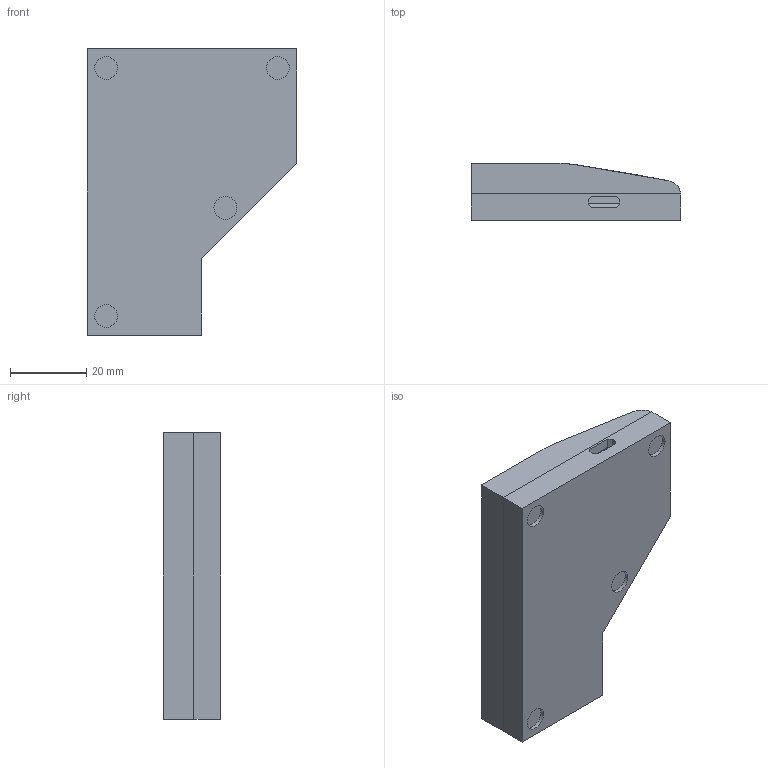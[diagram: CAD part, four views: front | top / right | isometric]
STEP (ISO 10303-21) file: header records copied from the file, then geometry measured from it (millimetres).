
FILE_DESCRIPTION(/* description */ (''),/* implementation_level */ '2;1');
FILE_NAME(/* name */ '3key_v1.step',/* time_stamp */ '2021-01-15T13:51:04+01:00',/* author */ (''),/* organization */ (''),/* preprocessor_version */ 'ST-DEVELOPER v18.1',/* originating_system */ 'Autodesk Translation Framework v9.7.0.1280',/* authorisation */ '');
FILE_SCHEMA (('AUTOMOTIVE_DESIGN { 1 0 10303 214 3 1 1 }'));
Length unit declared in the file: millimetre
Products named in the file (1): 3key_new
Bounding box: 55 x 15 x 75 mm (x, y, z)
Volume: 28423 mm3; surface area: 19684.7 mm2
Topology: 2 solids, 2 shells, 255 faces, 683 edges, 441 vertices
Faces by surface type: plane 159, cylinder 76, bspline 8, cone 6, torus 6
Full cylindrical faces by diameter (mm): 6 x4
Entity records: 8204 total; most frequent: CARTESIAN_POINT 1728, ORIENTED_EDGE 1366, DIRECTION 1319, EDGE_CURVE 683, LINE 487, VECTOR 487, VERTEX_POINT 441, AXIS2_PLACEMENT_3D 416
